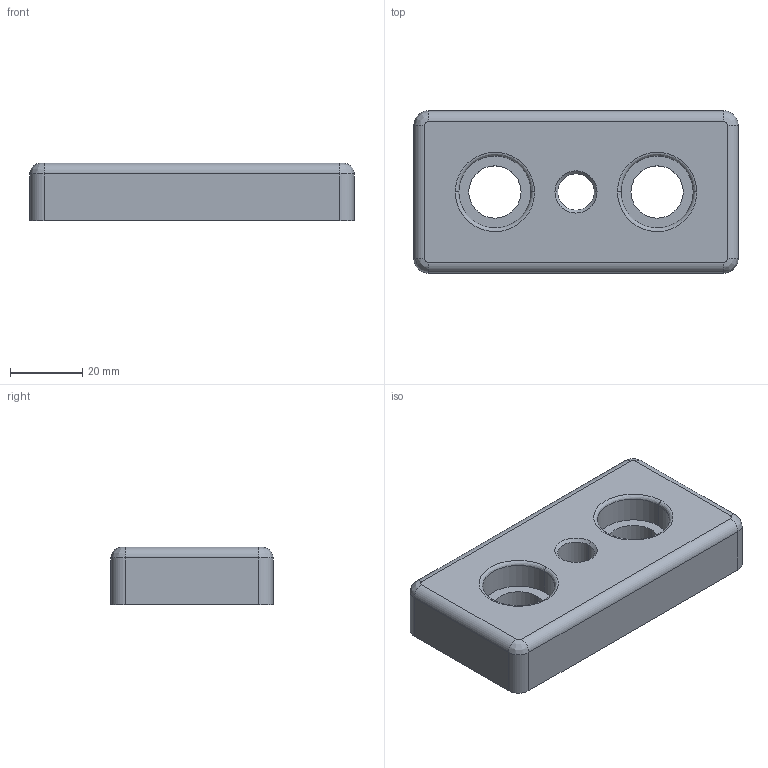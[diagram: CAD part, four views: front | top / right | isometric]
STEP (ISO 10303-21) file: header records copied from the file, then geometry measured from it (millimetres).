
FILE_DESCRIPTION(('FreeCAD Model'),'2;1');
FILE_NAME('Open CASCADE Shape Model','2024-03-19T16:49:07',(''),(''), 'Open CASCADE STEP processor 7.6','FreeCAD','Unknown');
FILE_SCHEMA(('AUTOMOTIVE_DESIGN { 1 0 10303 214 1 1 1 1 }'));
Length unit declared in the file: millimetre
Products named in the file (1): STB10-PB9045M12
Bounding box: 90 x 45 x 16 mm (x, y, z)
Volume: 39314 mm3; surface area: 18333.2 mm2
Topology: 1 solids, 1 shells, 224 faces, 532 edges, 300 vertices
Faces by surface type: cylinder 98, bspline 80, plane 44, cone 2
Entity records: 21392 total; most frequent: CARTESIAN_POINT 11637, DIRECTION 1729, ORIENTED_EDGE 1024, PCURVE 1024, DEFINITIONAL_REPRESENTATION 1024, LINE 827, VECTOR 827, EDGE_CURVE 512
